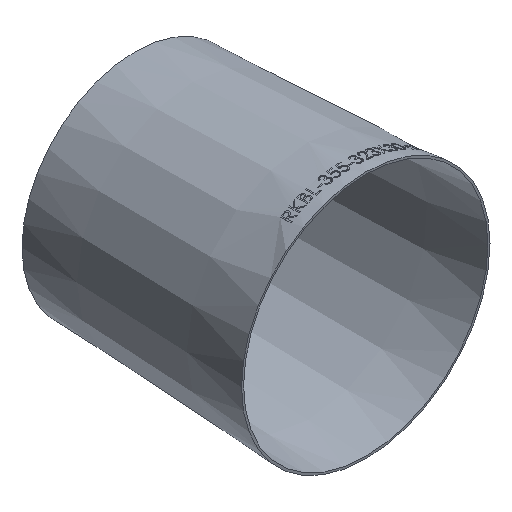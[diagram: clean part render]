
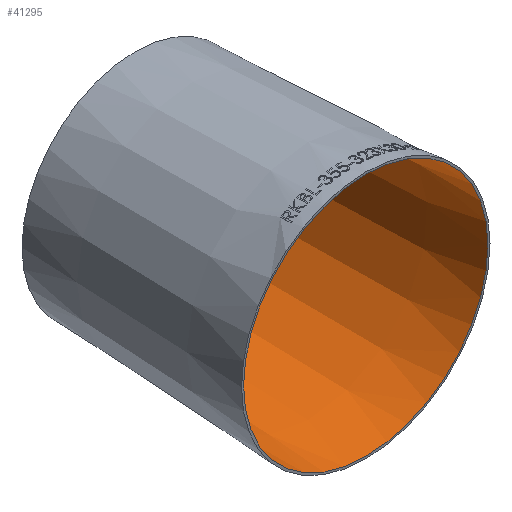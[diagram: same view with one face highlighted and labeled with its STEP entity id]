
A CAD part, isometric view. The second image highlights one B-rep face of the part: STEP entity #41295.
In plain terms, the highlighted conical face has half-angle 2.75 degrees and reference radius 174.797 mm.
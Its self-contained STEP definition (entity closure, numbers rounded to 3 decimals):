
#2901 = VERTEX_POINT ( 'NONE', #43787 ) ;
#8553 = DIRECTION ( 'NONE',  ( 0., -1., 0. ) ) ;
#9468 = DIRECTION ( 'NONE',  ( 0., 0., -1. ) ) ;
#11945 = CARTESIAN_POINT ( 'NONE',  ( 0., 0., 0. ) ) ;
#12717 = VERTEX_POINT ( 'NONE', #37214 ) ;
#19050 = FACE_OUTER_BOUND ( 'NONE', #21164, .T. ) ;
#20328 = AXIS2_PLACEMENT_3D ( 'NONE', #11945, #42563, #32997 ) ;
#21164 = EDGE_LOOP ( 'NONE', ( #40965 ) ) ;
#22028 = FACE_BOUND ( 'NONE', #42056, .T. ) ;
#22491 = CIRCLE ( 'NONE', #29794, 158.947 ) ;
#25137 = CARTESIAN_POINT ( 'NONE',  ( 0., 0., 0. ) ) ;
#25814 = DIRECTION ( 'NONE',  ( 0., 0., -1. ) ) ;
#26636 = CARTESIAN_POINT ( 'NONE',  ( 0., 330., 0. ) ) ;
#26671 = CIRCLE ( 'NONE', #32503, 174.797 ) ;
#29794 = AXIS2_PLACEMENT_3D ( 'NONE', #26636, #8553, #9468 ) ;
#32212 = DIRECTION ( 'NONE',  ( 0., -1., 0. ) ) ;
#32503 = AXIS2_PLACEMENT_3D ( 'NONE', #25137, #32212, #25814 ) ;
#32625 = EDGE_CURVE ( 'NONE', #12717, #12717, #22491, .T. ) ;
#32997 = DIRECTION ( 'NONE',  ( 0., 0., -1. ) ) ;
#33193 = EDGE_CURVE ( 'NONE', #2901, #2901, #26671, .T. ) ;
#33903 = ORIENTED_EDGE ( 'NONE', *, *, #32625, .F. ) ;
#37214 = CARTESIAN_POINT ( 'NONE',  ( 0., 330., -158.947 ) ) ;
#40965 = ORIENTED_EDGE ( 'NONE', *, *, #33193, .T. ) ;
#41295 = ADVANCED_FACE ( 'NONE', ( #22028, #19050 ), #42185, .F. ) ;
#42056 = EDGE_LOOP ( 'NONE', ( #33903 ) ) ;
#42185 = CONICAL_SURFACE ( 'NONE', #20328, 174.797, 0.048 ) ;
#42563 = DIRECTION ( 'NONE',  ( 0., -1., 0. ) ) ;
#43787 = CARTESIAN_POINT ( 'NONE',  ( 0., 0., -174.797 ) ) ;
